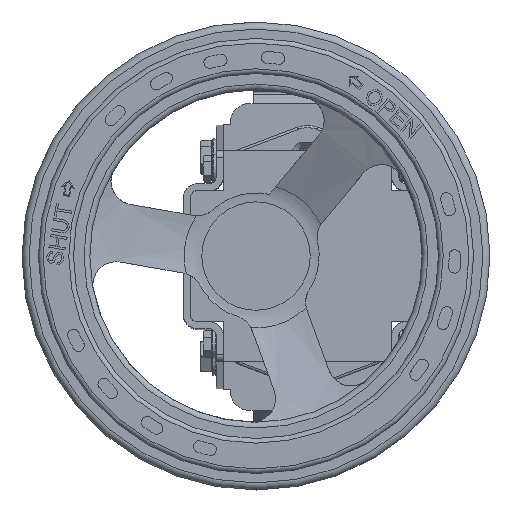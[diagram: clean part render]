
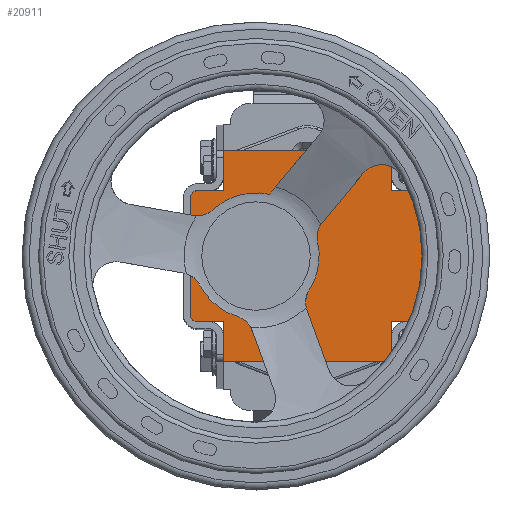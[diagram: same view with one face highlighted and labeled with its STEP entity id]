
A CAD part, top view. The second image highlights one B-rep face of the part: STEP entity #20911.
In plain terms, the highlighted planar face has unit normal (0, 0, 1).
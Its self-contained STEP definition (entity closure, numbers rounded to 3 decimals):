
#646=FACE_BOUND('',#7058,.T.);
#1038=PLANE('',#22841);
#2288=LINE('',#36964,#3953);
#2291=LINE('',#36969,#3956);
#2293=LINE('',#36973,#3958);
#2295=LINE('',#36977,#3960);
#2297=LINE('',#36981,#3962);
#2299=LINE('',#36985,#3964);
#2301=LINE('',#36989,#3966);
#2303=LINE('',#36993,#3968);
#2305=LINE('',#36997,#3970);
#2307=LINE('',#37001,#3972);
#2309=LINE('',#37005,#3974);
#2311=LINE('',#37009,#3976);
#2313=LINE('',#37013,#3978);
#2315=LINE('',#37017,#3980);
#2317=LINE('',#37021,#3982);
#2319=LINE('',#37024,#3984);
#3953=VECTOR('',#27039,10.);
#3956=VECTOR('',#27044,10.);
#3958=VECTOR('',#27048,10.);
#3960=VECTOR('',#27052,10.);
#3962=VECTOR('',#27056,10.);
#3964=VECTOR('',#27060,10.);
#3966=VECTOR('',#27064,10.);
#3968=VECTOR('',#27068,10.);
#3970=VECTOR('',#27072,10.);
#3972=VECTOR('',#27076,10.);
#3974=VECTOR('',#27080,10.);
#3976=VECTOR('',#27084,10.);
#3978=VECTOR('',#27088,10.);
#3980=VECTOR('',#27092,10.);
#3982=VECTOR('',#27096,10.);
#3984=VECTOR('',#27100,10.);
#5744=FACE_OUTER_BOUND('',#7057,.T.);
#7057=EDGE_LOOP('',(#17684,#17685,#17686,#17687,#17688,#17689,#17690,#17691,
#17692,#17693,#17694,#17695,#17696,#17697,#17698,#17699));
#7058=EDGE_LOOP('',(#17700));
#8127=CIRCLE('',#22817,8.);
#10047=VERTEX_POINT('',#36913);
#10068=VERTEX_POINT('',#36962);
#10069=VERTEX_POINT('',#36963);
#10070=VERTEX_POINT('',#36968);
#10071=VERTEX_POINT('',#36972);
#10072=VERTEX_POINT('',#36976);
#10073=VERTEX_POINT('',#36980);
#10074=VERTEX_POINT('',#36984);
#10075=VERTEX_POINT('',#36988);
#10076=VERTEX_POINT('',#36992);
#10077=VERTEX_POINT('',#36996);
#10078=VERTEX_POINT('',#37000);
#10079=VERTEX_POINT('',#37004);
#10080=VERTEX_POINT('',#37008);
#10081=VERTEX_POINT('',#37012);
#10082=VERTEX_POINT('',#37016);
#10083=VERTEX_POINT('',#37020);
#12686=EDGE_CURVE('',#10047,#10047,#8127,.T.);
#12710=EDGE_CURVE('',#10068,#10069,#2288,.T.);
#12713=EDGE_CURVE('',#10069,#10070,#2291,.T.);
#12715=EDGE_CURVE('',#10070,#10071,#2293,.T.);
#12717=EDGE_CURVE('',#10071,#10072,#2295,.T.);
#12719=EDGE_CURVE('',#10072,#10073,#2297,.T.);
#12721=EDGE_CURVE('',#10073,#10074,#2299,.T.);
#12723=EDGE_CURVE('',#10074,#10075,#2301,.T.);
#12725=EDGE_CURVE('',#10075,#10076,#2303,.T.);
#12727=EDGE_CURVE('',#10076,#10077,#2305,.T.);
#12729=EDGE_CURVE('',#10077,#10078,#2307,.T.);
#12731=EDGE_CURVE('',#10078,#10079,#2309,.T.);
#12733=EDGE_CURVE('',#10079,#10080,#2311,.T.);
#12735=EDGE_CURVE('',#10080,#10081,#2313,.T.);
#12737=EDGE_CURVE('',#10081,#10082,#2315,.T.);
#12739=EDGE_CURVE('',#10082,#10083,#2317,.T.);
#12741=EDGE_CURVE('',#10083,#10068,#2319,.T.);
#17684=ORIENTED_EDGE('',*,*,#12710,.F.);
#17685=ORIENTED_EDGE('',*,*,#12741,.F.);
#17686=ORIENTED_EDGE('',*,*,#12739,.F.);
#17687=ORIENTED_EDGE('',*,*,#12737,.F.);
#17688=ORIENTED_EDGE('',*,*,#12735,.F.);
#17689=ORIENTED_EDGE('',*,*,#12733,.F.);
#17690=ORIENTED_EDGE('',*,*,#12731,.F.);
#17691=ORIENTED_EDGE('',*,*,#12729,.F.);
#17692=ORIENTED_EDGE('',*,*,#12727,.F.);
#17693=ORIENTED_EDGE('',*,*,#12725,.F.);
#17694=ORIENTED_EDGE('',*,*,#12723,.F.);
#17695=ORIENTED_EDGE('',*,*,#12721,.F.);
#17696=ORIENTED_EDGE('',*,*,#12719,.F.);
#17697=ORIENTED_EDGE('',*,*,#12717,.F.);
#17698=ORIENTED_EDGE('',*,*,#12715,.F.);
#17699=ORIENTED_EDGE('',*,*,#12713,.F.);
#17700=ORIENTED_EDGE('',*,*,#12686,.T.);
#20911=ADVANCED_FACE('',(#5744,#646),#1038,.T.);
#22817=AXIS2_PLACEMENT_3D('',#36914,#27002,#27003);
#22841=AXIS2_PLACEMENT_3D('',#37025,#27101,#27102);
#27002=DIRECTION('center_axis',(0.,0.,-1.));
#27003=DIRECTION('ref_axis',(-1.,0.,0.));
#27039=DIRECTION('',(-0.707,-0.707,0.));
#27044=DIRECTION('',(-1.,0.,0.));
#27048=DIRECTION('',(-0.707,0.707,0.));
#27052=DIRECTION('',(0.,1.,0.));
#27056=DIRECTION('',(-1.,0.,0.));
#27060=DIRECTION('',(0.,1.,0.));
#27064=DIRECTION('',(1.,0.,0.));
#27068=DIRECTION('',(0.,1.,0.));
#27072=DIRECTION('',(0.707,0.707,0.));
#27076=DIRECTION('',(1.,0.,0.));
#27080=DIRECTION('',(0.707,-0.707,0.));
#27084=DIRECTION('',(0.,-1.,0.));
#27088=DIRECTION('',(1.,0.,0.));
#27092=DIRECTION('',(0.,-1.,0.));
#27096=DIRECTION('',(-1.,0.,0.));
#27100=DIRECTION('',(0.,-1.,0.));
#27101=DIRECTION('center_axis',(0.,0.,1.));
#27102=DIRECTION('ref_axis',(1.,0.,0.));
#36913=CARTESIAN_POINT('',(8.,22.,10.));
#36914=CARTESIAN_POINT('Origin',(0.,22.,10.));
#36962=CARTESIAN_POINT('',(28.,-48.,10.));
#36963=CARTESIAN_POINT('',(26.,-50.,10.));
#36964=CARTESIAN_POINT('',(28.,-48.,10.));
#36968=CARTESIAN_POINT('',(-26.,-50.,10.));
#36969=CARTESIAN_POINT('',(26.,-50.,10.));
#36972=CARTESIAN_POINT('',(-28.,-48.,10.));
#36973=CARTESIAN_POINT('',(-26.,-50.,10.));
#36976=CARTESIAN_POINT('',(-28.,-36.,10.));
#36977=CARTESIAN_POINT('',(-28.,-48.,10.));
#36980=CARTESIAN_POINT('',(-45.,-36.,10.));
#36981=CARTESIAN_POINT('',(-28.,-36.,10.));
#36984=CARTESIAN_POINT('',(-45.,36.,10.));
#36985=CARTESIAN_POINT('',(-45.,-36.,10.));
#36988=CARTESIAN_POINT('',(-28.,36.,10.));
#36989=CARTESIAN_POINT('',(-45.,36.,10.));
#36992=CARTESIAN_POINT('',(-28.,48.,10.));
#36993=CARTESIAN_POINT('',(-28.,36.,10.));
#36996=CARTESIAN_POINT('',(-26.,50.,10.));
#36997=CARTESIAN_POINT('',(-28.,48.,10.));
#37000=CARTESIAN_POINT('',(26.,50.,10.));
#37001=CARTESIAN_POINT('',(-26.,50.,10.));
#37004=CARTESIAN_POINT('',(28.,48.,10.));
#37005=CARTESIAN_POINT('',(26.,50.,10.));
#37008=CARTESIAN_POINT('',(28.,36.,10.));
#37009=CARTESIAN_POINT('',(28.,48.,10.));
#37012=CARTESIAN_POINT('',(45.,36.,10.));
#37013=CARTESIAN_POINT('',(28.,36.,10.));
#37016=CARTESIAN_POINT('',(45.,-36.,10.));
#37017=CARTESIAN_POINT('',(45.,36.,10.));
#37020=CARTESIAN_POINT('',(28.,-36.,10.));
#37021=CARTESIAN_POINT('',(45.,-36.,10.));
#37024=CARTESIAN_POINT('',(28.,-36.,10.));
#37025=CARTESIAN_POINT('Origin',(0.,0.,
10.));
